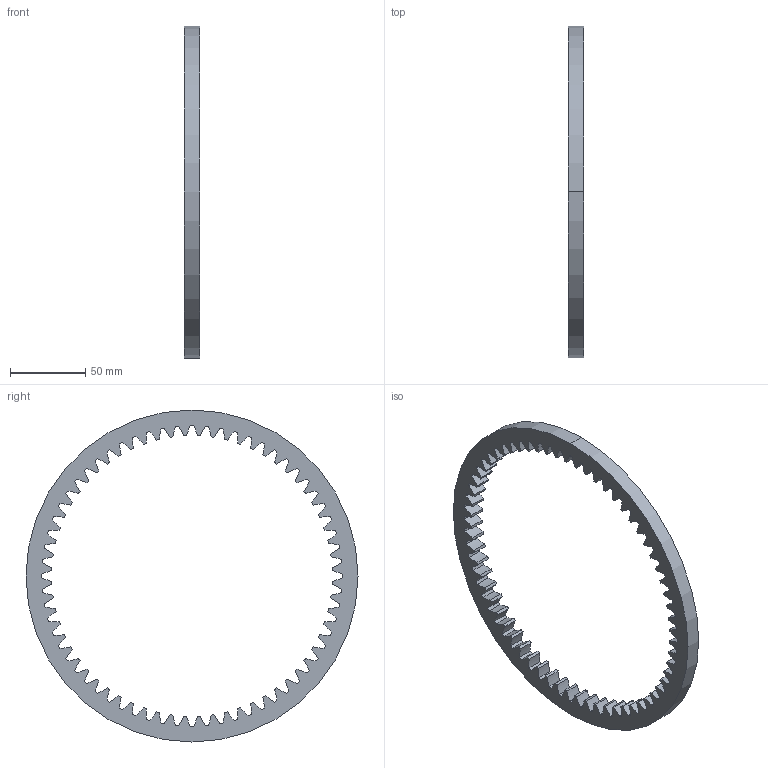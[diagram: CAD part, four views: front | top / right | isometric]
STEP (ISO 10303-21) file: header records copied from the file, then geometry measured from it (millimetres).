
FILE_DESCRIPTION (( 'STEP AP214' ), '1' );
FILE_NAME ('TOOLBOX RING.STEP', '2023-09-21T04:55:56', ( '' ), ( '' ), 'SwSTEP 2.0', 'SolidWorks 2023', '' );
FILE_SCHEMA (( 'AUTOMOTIVE_DESIGN' ));
Length unit declared in the file: millimetre
Products named in the file (1): TOOLBOX RING
Bounding box: 10 x 220 x 220 mm (x, y, z)
Volume: 87402.2 mm3; surface area: 36243.3 mm2
Topology: 1 solids, 1 shells, 265 faces, 789 edges, 526 vertices
Faces by surface type: cylinder 263, plane 2
Entity records: 9256 total; most frequent: DIRECTION 1847, CARTESIAN_POINT 1581, ORIENTED_EDGE 1578, AXIS2_PLACEMENT_3D 792, EDGE_CURVE 789, CIRCLE 526, VERTEX_POINT 526, EDGE_LOOP 267
